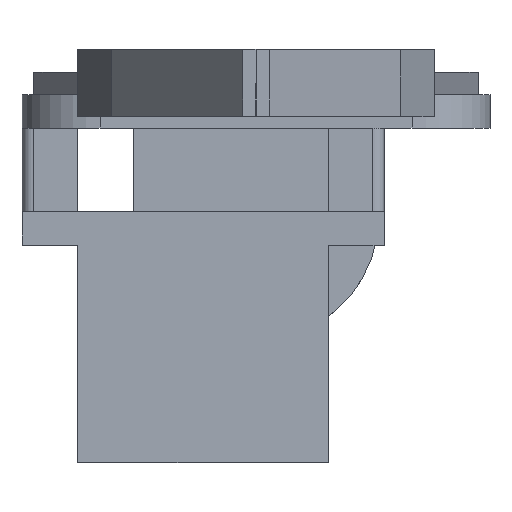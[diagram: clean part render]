
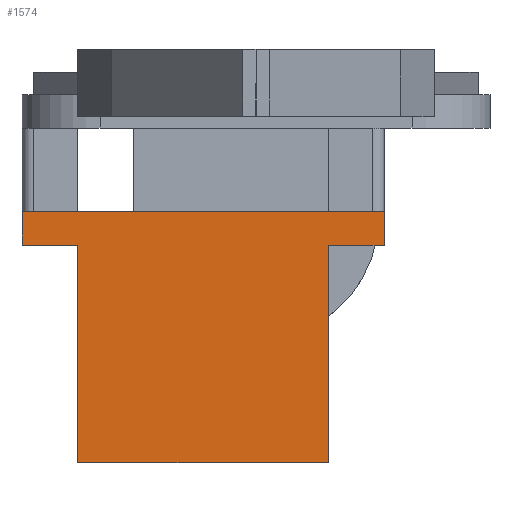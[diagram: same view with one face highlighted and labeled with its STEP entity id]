
A CAD part, top view. The second image highlights one B-rep face of the part: STEP entity #1574.
In plain terms, the highlighted planar face has unit normal (0, 0, 1).
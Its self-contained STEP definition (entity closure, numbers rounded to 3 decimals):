
#1325=CARTESIAN_POINT('Vertex',(-21.,0.5,30.)) ;
#1330=CARTESIAN_POINT('Line Origine',(-4.75,0.5,30.)) ;
#1334=CARTESIAN_POINT('Vertex',(11.5,0.5,30.)) ;
#1361=CARTESIAN_POINT('Line Origine',(11.5,-1.,30.)) ;
#1365=CARTESIAN_POINT('Vertex',(11.5,-2.5,30.)) ;
#1392=CARTESIAN_POINT('Line Origine',(9.,-2.5,30.)) ;
#1396=CARTESIAN_POINT('Vertex',(6.5,-2.5,30.)) ;
#1423=CARTESIAN_POINT('Line Origine',(6.5,-12.25,30.)) ;
#1427=CARTESIAN_POINT('Vertex',(6.5,-22.,30.)) ;
#1454=CARTESIAN_POINT('Line Origine',(-4.75,-22.,30.)) ;
#1458=CARTESIAN_POINT('Vertex',(-16.,-22.,30.)) ;
#1485=CARTESIAN_POINT('Line Origine',(-16.,-12.25,30.)) ;
#1489=CARTESIAN_POINT('Vertex',(-16.,-2.5,30.)) ;
#1511=CARTESIAN_POINT('Line Origine',(-18.5,-2.5,30.)) ;
#1515=CARTESIAN_POINT('Vertex',(-21.,-2.5,30.)) ;
#1542=CARTESIAN_POINT('Line Origine',(-21.,-1.,30.)) ;
#1559=CARTESIAN_POINT('Axis2P3D Location',(0.,0.,30.)) ;
#1331=DIRECTION('Vector Direction',(-1.,0.,0.)) ;
#1362=DIRECTION('Vector Direction',(0.,1.,0.)) ;
#1393=DIRECTION('Vector Direction',(1.,0.,0.)) ;
#1424=DIRECTION('Vector Direction',(0.,1.,0.)) ;
#1455=DIRECTION('Vector Direction',(1.,0.,0.)) ;
#1486=DIRECTION('Vector Direction',(0.,-1.,0.)) ;
#1512=DIRECTION('Vector Direction',(1.,0.,0.)) ;
#1543=DIRECTION('Vector Direction',(0.,-1.,0.)) ;
#1560=DIRECTION('Axis2P3D Direction',(0.,0.,-1.)) ;
#1561=DIRECTION('Axis2P3D XDirection',(1.,0.,0.)) ;
#1562=AXIS2_PLACEMENT_3D('Plane Axis2P3D',#1559,#1560,#1561) ;
#1565=ORIENTED_EDGE('',*,*,#1546,.F.) ;
#1566=ORIENTED_EDGE('',*,*,#1517,.F.) ;
#1567=ORIENTED_EDGE('',*,*,#1491,.F.) ;
#1568=ORIENTED_EDGE('',*,*,#1460,.F.) ;
#1569=ORIENTED_EDGE('',*,*,#1429,.F.) ;
#1570=ORIENTED_EDGE('',*,*,#1398,.F.) ;
#1571=ORIENTED_EDGE('',*,*,#1367,.F.) ;
#1572=ORIENTED_EDGE('',*,*,#1336,.F.) ;
#1332=VECTOR('Line Direction',#1331,1.) ;
#1363=VECTOR('Line Direction',#1362,1.) ;
#1394=VECTOR('Line Direction',#1393,1.) ;
#1425=VECTOR('Line Direction',#1424,1.) ;
#1456=VECTOR('Line Direction',#1455,1.) ;
#1487=VECTOR('Line Direction',#1486,1.) ;
#1513=VECTOR('Line Direction',#1512,1.) ;
#1544=VECTOR('Line Direction',#1543,1.) ;
#1574=ADVANCED_FACE('Body.3',(#1573),#1563,.F.) ;
#1336=EDGE_CURVE('',#1326,#1335,#1333,.F.) ;
#1367=EDGE_CURVE('',#1335,#1366,#1364,.F.) ;
#1398=EDGE_CURVE('',#1366,#1397,#1395,.F.) ;
#1429=EDGE_CURVE('',#1397,#1428,#1426,.F.) ;
#1460=EDGE_CURVE('',#1428,#1459,#1457,.F.) ;
#1491=EDGE_CURVE('',#1459,#1490,#1488,.F.) ;
#1517=EDGE_CURVE('',#1490,#1516,#1514,.F.) ;
#1546=EDGE_CURVE('',#1516,#1326,#1545,.F.) ;
#1564=EDGE_LOOP('',(#1565,#1566,#1567,#1568,#1569,#1570,#1571,#1572)) ;
#1573=FACE_OUTER_BOUND('',#1564,.T.) ;
#1333=LINE('Line',#1330,#1332) ;
#1364=LINE('Line',#1361,#1363) ;
#1395=LINE('Line',#1392,#1394) ;
#1426=LINE('Line',#1423,#1425) ;
#1457=LINE('Line',#1454,#1456) ;
#1488=LINE('Line',#1485,#1487) ;
#1514=LINE('Line',#1511,#1513) ;
#1545=LINE('Line',#1542,#1544) ;
#1563=PLANE('',#1562) ;
#1326=VERTEX_POINT('',#1325) ;
#1335=VERTEX_POINT('',#1334) ;
#1366=VERTEX_POINT('',#1365) ;
#1397=VERTEX_POINT('',#1396) ;
#1428=VERTEX_POINT('',#1427) ;
#1459=VERTEX_POINT('',#1458) ;
#1490=VERTEX_POINT('',#1489) ;
#1516=VERTEX_POINT('',#1515) ;
